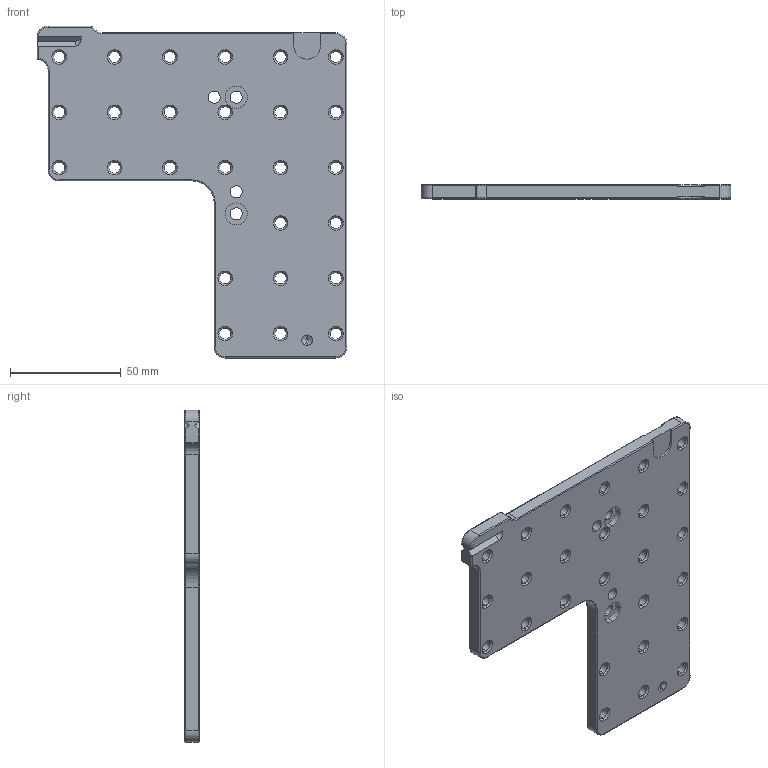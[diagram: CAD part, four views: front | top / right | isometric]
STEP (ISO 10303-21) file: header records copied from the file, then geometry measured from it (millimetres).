
FILE_DESCRIPTION (( 'STEP AP214' ), '1' );
FILE_NAME ('12940-E0W.step', '2007-11-13T06:34:41', ( ' ' ), ( ' ' ), 'SwSTEP 2.0', 'SolidWorks 2007', '' );
FILE_SCHEMA (( 'AUTOMOTIVE_DESIGN' ));
Length unit declared in the file: inch
Products named in the file (1): 12940-E0W
Bounding box: 140 x 6.5 x 150 mm (x, y, z)
Surface area: 33215.4 mm2 (no closed solid volume)
Topology: 0 solids, 1 shells, 253 faces, 613 edges, 356 vertices
Faces by surface type: cone 108, cylinder 101, plane 24, torus 16, sphere 4
Entity records: 10732 total; most frequent: DIRECTION 1433, CARTESIAN_POINT 1239, ORIENTED_EDGE 1198, EDGE_CURVE 605, AXIS2_PLACEMENT_3D 582, VERTEX_POINT 356, CIRCLE 328, EDGE_LOOP 319
